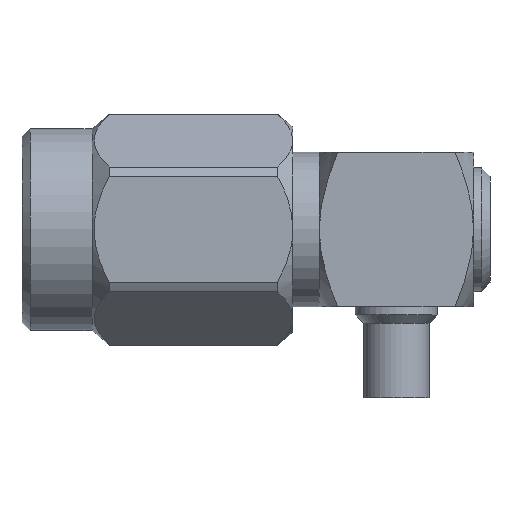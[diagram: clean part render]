
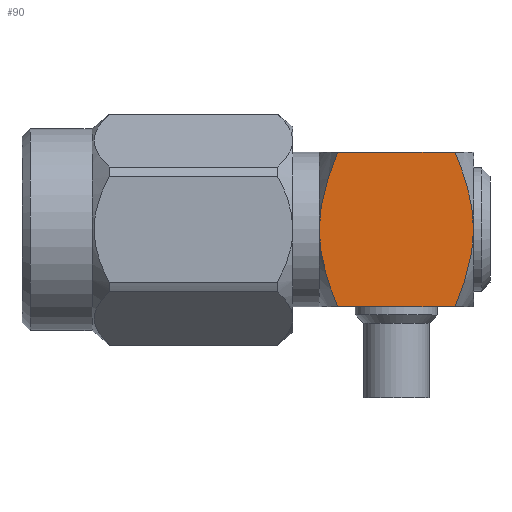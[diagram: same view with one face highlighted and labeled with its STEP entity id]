
A CAD part, top view. The second image highlights one B-rep face of the part: STEP entity #90.
In plain terms, the highlighted planar face has unit normal (0, 0, 1).
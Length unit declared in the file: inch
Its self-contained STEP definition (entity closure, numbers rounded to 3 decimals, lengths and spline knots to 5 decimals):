
#72 = CARTESIAN_POINT ( 'NONE',  ( 0.36451, -0.03216, 0.094 ) ) ;
#90 = ADVANCED_FACE ( 'NONE', ( #1364 ), #1207, .F. ) ;
#168 = VERTEX_POINT ( 'NONE', #621 ) ;
#181 = EDGE_CURVE ( 'NONE', #168, #510, #1014, .T. ) ;
#261 = CARTESIAN_POINT ( 'NONE',  ( 0.38448, -0.094, 0.094 ) ) ;
#265 = CARTESIAN_POINT ( 'NONE',  ( 0.37834, 0.07896, 0.094 ) ) ;
#338 = ORIENTED_EDGE ( 'NONE', *, *, #710, .T. ) ;
#346 = CARTESIAN_POINT ( 'NONE',  ( 0.53919, -0.06375, 0.094 ) ) ;
#510 = VERTEX_POINT ( 'NONE', #2177 ) ;
#533 = ORIENTED_EDGE ( 'NONE', *, *, #1341, .F. ) ;
#581 = VERTEX_POINT ( 'NONE', #650 ) ;
#587 = CARTESIAN_POINT ( 'NONE',  ( 0.36263, 0.0163, 0.094 ) ) ;
#621 = CARTESIAN_POINT ( 'NONE',  ( 0.52752, 0.094, 0.094 ) ) ;
#631 = VECTOR ( 'NONE', #900, 39.37008 ) ;
#650 = CARTESIAN_POINT ( 'NONE',  ( 0.38448, 0.094, 0.094 ) ) ;
#710 = EDGE_CURVE ( 'NONE', #2395, #2225, #1652, .T. ) ;
#784 = EDGE_CURVE ( 'NONE', #168, #581, #2014, .T. ) ;
#872 = CARTESIAN_POINT ( 'NONE',  ( 0.53365, 0.07898, 0.094 ) ) ;
#898 = CARTESIAN_POINT ( 'NONE',  ( 0.55, 0., 0.094 ) ) ;
#900 = DIRECTION ( 'NONE',  ( 1., 0., 0. ) ) ;
#910 = CARTESIAN_POINT ( 'NONE',  ( 0.362, -0.094, 0.094 ) ) ;
#934 = CARTESIAN_POINT ( 'NONE',  ( 0.54535, -0.04033, 0.094 ) ) ;
#936 = CARTESIAN_POINT ( 'NONE',  ( 0.362, 0., 0.094 ) ) ;
#1014 = B_SPLINE_CURVE_WITH_KNOTS ( 'NONE', 3,
 ( #2004, #872, #1623, #1094, #1081, #898 ),
 .UNSPECIFIED., .F., .F.,
 ( 4, 2, 4 ),
 ( 0.00553, 0.00676, 0.008 ),
 .UNSPECIFIED. ) ;
#1027 = ORIENTED_EDGE ( 'NONE', *, *, #1057, .F. ) ;
#1057 = EDGE_CURVE ( 'NONE', #1826, #581, #2133, .T. ) ;
#1070 = CARTESIAN_POINT ( 'NONE',  ( 0.362, 0.094, 0.094 ) ) ;
#1081 = CARTESIAN_POINT ( 'NONE',  ( 0.55, 0.01617, 0.094 ) ) ;
#1094 = CARTESIAN_POINT ( 'NONE',  ( 0.54749, 0.03216, 0.094 ) ) ;
#1106 = B_SPLINE_CURVE_WITH_KNOTS ( 'NONE', 3,
 ( #1505, #1295, #2426, #2063, #934, #346, #1689, #2453 ),
 .UNSPECIFIED., .F., .F.,
 ( 4, 2, 2, 4 ),
 ( 0.008, 0.00862, 0.00924, 0.01048 ),
 .UNSPECIFIED. ) ;
#1207 = PLANE ( 'NONE',  #1467 ) ;
#1245 = CARTESIAN_POINT ( 'NONE',  ( 0.362, -0.01617, 0.094 ) ) ;
#1267 = VECTOR ( 'NONE', #1639, 39.37008 ) ;
#1295 = CARTESIAN_POINT ( 'NONE',  ( 0.55, -0.00809, 0.094 ) ) ;
#1315 = ORIENTED_EDGE ( 'NONE', *, *, #2350, .F. ) ;
#1341 = EDGE_CURVE ( 'NONE', #510, #2225, #1106, .T. ) ;
#1364 = FACE_OUTER_BOUND ( 'NONE', #1439, .T. ) ;
#1413 = CARTESIAN_POINT ( 'NONE',  ( 0., 0., 0.094 ) ) ;
#1433 = B_SPLINE_CURVE_WITH_KNOTS ( 'NONE', 3,
 ( #261, #2203, #2172, #72, #1245, #2011 ),
 .UNSPECIFIED., .F., .F.,
 ( 4, 2, 4 ),
 ( 0.00553, 0.00676, 0.008 ),
 .UNSPECIFIED. ) ;
#1439 = EDGE_LOOP ( 'NONE', ( #1644, #1978, #1027, #1315, #338, #533 ) ) ;
#1467 = AXIS2_PLACEMENT_3D ( 'NONE', #1413, #2325, #1786 ) ;
#1505 = CARTESIAN_POINT ( 'NONE',  ( 0.55, 0., 0.094 ) ) ;
#1555 = CARTESIAN_POINT ( 'NONE',  ( 0.38448, 0.094, 0.094 ) ) ;
#1570 = CARTESIAN_POINT ( 'NONE',  ( 0.37281, 0.06375, 0.094 ) ) ;
#1585 = CARTESIAN_POINT ( 'NONE',  ( 0.38448, -0.094, 0.094 ) ) ;
#1623 = CARTESIAN_POINT ( 'NONE',  ( 0.53921, 0.06374, 0.094 ) ) ;
#1639 = DIRECTION ( 'NONE',  ( -1., 0., 0. ) ) ;
#1644 = ORIENTED_EDGE ( 'NONE', *, *, #181, .F. ) ;
#1652 = LINE ( 'NONE', #910, #631 ) ;
#1689 = CARTESIAN_POINT ( 'NONE',  ( 0.53366, -0.07896, 0.094 ) ) ;
#1746 = CARTESIAN_POINT ( 'NONE',  ( 0.362, 0., 0.094 ) ) ;
#1786 = DIRECTION ( 'NONE',  ( -1., 0., 0. ) ) ;
#1787 = CARTESIAN_POINT ( 'NONE',  ( 0.36665, 0.04033, 0.094 ) ) ;
#1826 = VERTEX_POINT ( 'NONE', #936 ) ;
#1978 = ORIENTED_EDGE ( 'NONE', *, *, #784, .T. ) ;
#1985 = CARTESIAN_POINT ( 'NONE',  ( 0.362, 0.00809, 0.094 ) ) ;
#2004 = CARTESIAN_POINT ( 'NONE',  ( 0.52752, 0.094, 0.094 ) ) ;
#2011 = CARTESIAN_POINT ( 'NONE',  ( 0.362, 0., 0.094 ) ) ;
#2014 = LINE ( 'NONE', #1070, #1267 ) ;
#2063 = CARTESIAN_POINT ( 'NONE',  ( 0.54704, -0.03242, 0.094 ) ) ;
#2133 = B_SPLINE_CURVE_WITH_KNOTS ( 'NONE', 3,
 ( #1746, #1985, #587, #2151, #1787, #1570, #265, #1555 ),
 .UNSPECIFIED., .F., .F.,
 ( 4, 2, 2, 4 ),
 ( 0.008, 0.00862, 0.00924, 0.01048 ),
 .UNSPECIFIED. ) ;
#2151 = CARTESIAN_POINT ( 'NONE',  ( 0.36496, 0.03242, 0.094 ) ) ;
#2172 = CARTESIAN_POINT ( 'NONE',  ( 0.37279, -0.06374, 0.094 ) ) ;
#2177 = CARTESIAN_POINT ( 'NONE',  ( 0.55, 0., 0.094 ) ) ;
#2203 = CARTESIAN_POINT ( 'NONE',  ( 0.37835, -0.07898, 0.094 ) ) ;
#2225 = VERTEX_POINT ( 'NONE', #2295 ) ;
#2295 = CARTESIAN_POINT ( 'NONE',  ( 0.52752, -0.094, 0.094 ) ) ;
#2325 = DIRECTION ( 'NONE',  ( 0., 0., -1. ) ) ;
#2350 = EDGE_CURVE ( 'NONE', #2395, #1826, #1433, .T. ) ;
#2395 = VERTEX_POINT ( 'NONE', #1585 ) ;
#2426 = CARTESIAN_POINT ( 'NONE',  ( 0.54937, -0.0163, 0.094 ) ) ;
#2453 = CARTESIAN_POINT ( 'NONE',  ( 0.52752, -0.094, 0.094 ) ) ;
